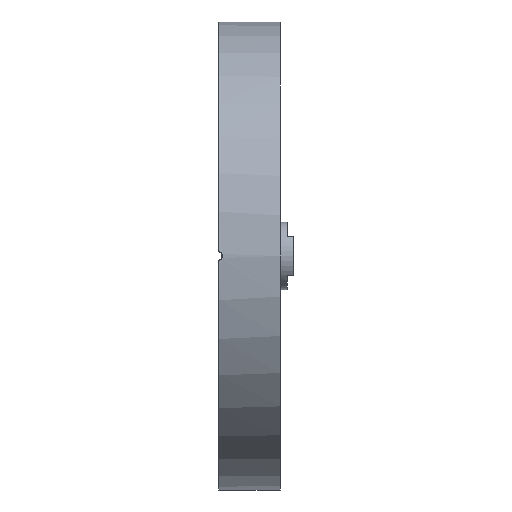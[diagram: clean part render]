
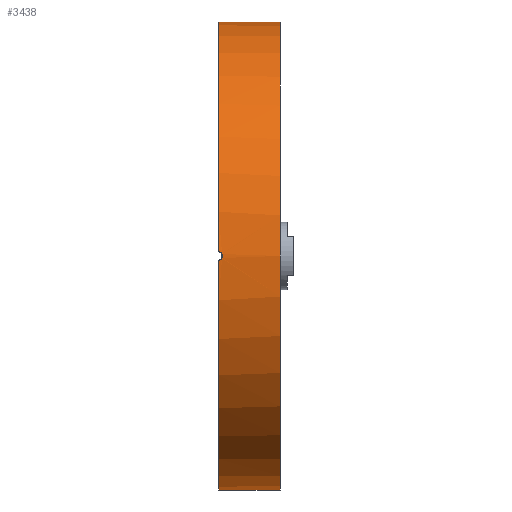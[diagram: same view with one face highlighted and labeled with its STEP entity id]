
A CAD part, left-side view. The second image highlights one B-rep face of the part: STEP entity #3438.
In plain terms, the highlighted cylindrical face has radius 57.15 mm (diameter 114.3 mm), a partial arc.
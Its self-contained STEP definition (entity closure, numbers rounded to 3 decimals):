
#57 = LINE ( 'NONE', #3753, #7517 ) ;
#257 = AXIS2_PLACEMENT_3D ( 'NONE', #11817, #4466, #2939 ) ;
#824 = ORIENTED_EDGE ( 'NONE', *, *, #5626, .F. ) ;
#932 = CARTESIAN_POINT ( 'NONE',  ( -57.141, -0.264, -1. ) ) ;
#1028 = DIRECTION ( 'NONE',  ( 0., 1., 0. ) ) ;
#1260 = EDGE_CURVE ( 'NONE', #2415, #1359, #10971, .T. ) ;
#1359 = VERTEX_POINT ( 'NONE', #1474 ) ;
#1474 = CARTESIAN_POINT ( 'NONE',  ( 0., -15., 57.15 ) ) ;
#1534 = B_SPLINE_CURVE_WITH_KNOTS ( 'NONE', 3,
 ( #2188, #5863, #6666, #8473, #8302, #8239, #8352, #4739, #10158, #6488, #3722, #8413, #2756, #10344, #932, #4615 ),
 .UNSPECIFIED., .F., .F.,
 ( 4, 2, 2, 2, 2, 2, 2, 4 ),
 ( 0., 0., 0.001, 0.001, 0.002, 0.002, 0.002, 0.003 ),
 .UNSPECIFIED. ) ;
#1631 = FACE_OUTER_BOUND ( 'NONE', #9971, .T. ) ;
#1907 = EDGE_CURVE ( 'NONE', #1359, #8172, #10136, .T. ) ;
#2188 = CARTESIAN_POINT ( 'NONE',  ( -57.141, 0., 1. ) ) ;
#2415 = VERTEX_POINT ( 'NONE', #9001 ) ;
#2612 = CARTESIAN_POINT ( 'NONE',  ( -57.141, 0., -1. ) ) ;
#2756 = CARTESIAN_POINT ( 'NONE',  ( -57.147, -0.801, -0.613 ) ) ;
#2787 = CARTESIAN_POINT ( 'NONE',  ( 0., -15., 57.15 ) ) ;
#2939 = DIRECTION ( 'NONE',  ( 0., 0., 1. ) ) ;
#3421 = DIRECTION ( 'NONE',  ( 0., 1., 0. ) ) ;
#3438 = ADVANCED_FACE ( 'NONE', ( #1631 ), #3448, .T. ) ;
#3448 = CYLINDRICAL_SURFACE ( 'NONE', #257, 57.15 ) ;
#3467 = EDGE_CURVE ( 'NONE', #5283, #8172, #3557, .T. ) ;
#3557 = CIRCLE ( 'NONE', #5858, 57.15 ) ;
#3722 = CARTESIAN_POINT ( 'NONE',  ( -57.15, -0.974, -0.261 ) ) ;
#3753 = CARTESIAN_POINT ( 'NONE',  ( 0., -15., -57.15 ) ) ;
#4322 = VERTEX_POINT ( 'NONE', #10770 ) ;
#4466 = DIRECTION ( 'NONE',  ( 0., 1., 0. ) ) ;
#4615 = CARTESIAN_POINT ( 'NONE',  ( -57.141, 0., -1. ) ) ;
#4739 = CARTESIAN_POINT ( 'NONE',  ( -57.15, -0.974, 0.263 ) ) ;
#4901 = DIRECTION ( 'NONE',  ( 0., 1., 0. ) ) ;
#5064 = ORIENTED_EDGE ( 'NONE', *, *, #1260, .T. ) ;
#5094 = DIRECTION ( 'NONE',  ( 0., 0., 1. ) ) ;
#5192 = ORIENTED_EDGE ( 'NONE', *, *, #3467, .F. ) ;
#5283 = VERTEX_POINT ( 'NONE', #7051 ) ;
#5626 = EDGE_CURVE ( 'NONE', #4322, #10640, #10585, .T. ) ;
#5790 = ORIENTED_EDGE ( 'NONE', *, *, #7363, .T. ) ;
#5858 = AXIS2_PLACEMENT_3D ( 'NONE', #8975, #9371, #7170 ) ;
#5863 = CARTESIAN_POINT ( 'NONE',  ( -57.141, -0.132, 1. ) ) ;
#6006 = CARTESIAN_POINT ( 'NONE',  ( 0., 0., 0. ) ) ;
#6294 = DIRECTION ( 'NONE',  ( 0., 1., 0. ) ) ;
#6488 = CARTESIAN_POINT ( 'NONE',  ( -57.15, -1., -0.13 ) ) ;
#6666 = CARTESIAN_POINT ( 'NONE',  ( -57.142, -0.262, 0.974 ) ) ;
#6696 = CARTESIAN_POINT ( 'NONE',  ( 0., 0., 57.15 ) ) ;
#7051 = CARTESIAN_POINT ( 'NONE',  ( -57.141, 0., 1. ) ) ;
#7170 = DIRECTION ( 'NONE',  ( 0., 0., 1. ) ) ;
#7226 = EDGE_CURVE ( 'NONE', #2415, #4322, #57, .T. ) ;
#7363 = EDGE_CURVE ( 'NONE', #5283, #10640, #1534, .T. ) ;
#7517 = VECTOR ( 'NONE', #6294, 1000. ) ;
#7652 = ORIENTED_EDGE ( 'NONE', *, *, #7226, .F. ) ;
#7713 = AXIS2_PLACEMENT_3D ( 'NONE', #8462, #4901, #8586 ) ;
#8082 = AXIS2_PLACEMENT_3D ( 'NONE', #6006, #3421, #5094 ) ;
#8172 = VERTEX_POINT ( 'NONE', #6696 ) ;
#8239 = CARTESIAN_POINT ( 'NONE',  ( -57.147, -0.799, 0.615 ) ) ;
#8302 = CARTESIAN_POINT ( 'NONE',  ( -57.144, -0.615, 0.799 ) ) ;
#8352 = CARTESIAN_POINT ( 'NONE',  ( -57.148, -0.874, 0.503 ) ) ;
#8413 = CARTESIAN_POINT ( 'NONE',  ( -57.148, -0.874, -0.503 ) ) ;
#8462 = CARTESIAN_POINT ( 'NONE',  ( 0., -15., 0. ) ) ;
#8473 = CARTESIAN_POINT ( 'NONE',  ( -57.143, -0.504, 0.874 ) ) ;
#8586 = DIRECTION ( 'NONE',  ( 0., 0., 1. ) ) ;
#8683 = VECTOR ( 'NONE', #1028, 1000. ) ;
#8975 = CARTESIAN_POINT ( 'NONE',  ( 0., 0., 0. ) ) ;
#9001 = CARTESIAN_POINT ( 'NONE',  ( 0., -15., -57.15 ) ) ;
#9007 = ORIENTED_EDGE ( 'NONE', *, *, #1907, .T. ) ;
#9371 = DIRECTION ( 'NONE',  ( 0., 1., 0. ) ) ;
#9971 = EDGE_LOOP ( 'NONE', ( #7652, #5064, #9007, #5192, #5790, #824 ) ) ;
#10136 = LINE ( 'NONE', #2787, #8683 ) ;
#10158 = CARTESIAN_POINT ( 'NONE',  ( -57.15, -1., 0.131 ) ) ;
#10344 = CARTESIAN_POINT ( 'NONE',  ( -57.143, -0.521, -0.893 ) ) ;
#10585 = CIRCLE ( 'NONE', #8082, 57.15 ) ;
#10640 = VERTEX_POINT ( 'NONE', #2612 ) ;
#10770 = CARTESIAN_POINT ( 'NONE',  ( 0., 0., -57.15 ) ) ;
#10971 = CIRCLE ( 'NONE', #7713, 57.15 ) ;
#11817 = CARTESIAN_POINT ( 'NONE',  ( 0., -15., 0. ) ) ;
